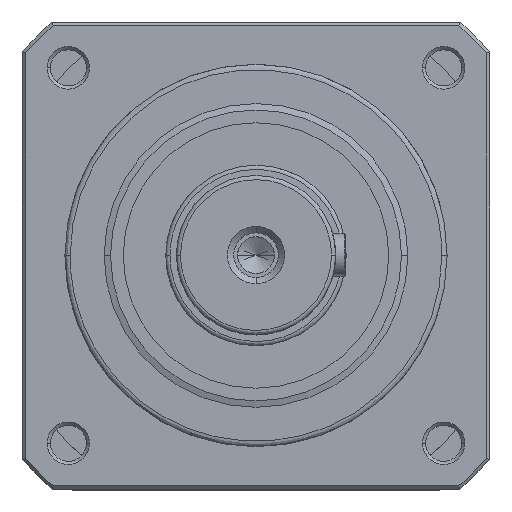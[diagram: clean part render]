
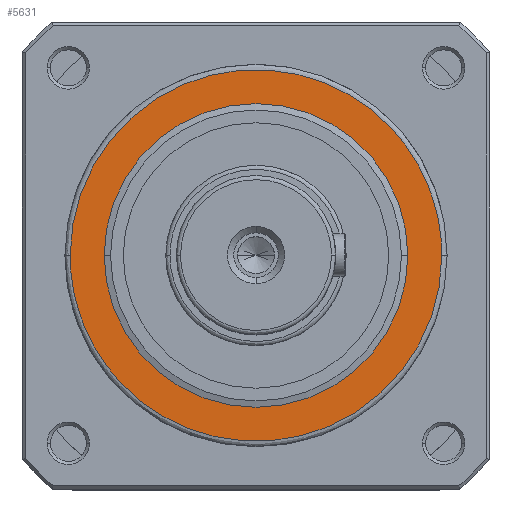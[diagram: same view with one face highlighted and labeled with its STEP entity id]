
A CAD part, top view. The second image highlights one B-rep face of the part: STEP entity #5631.
In plain terms, the highlighted planar face has unit normal (0, 0, 1).
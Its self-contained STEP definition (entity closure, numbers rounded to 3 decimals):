
#611 = AXIS2_PLACEMENT_3D ( 'NONE', #11529, #4978, #12622 ) ;
#667 =( BOUNDED_CURVE ( )  B_SPLINE_CURVE ( 3, ( #12752, #5112, #8409, #1867 ),
 .UNSPECIFIED., .F., .F. ) 
 B_SPLINE_CURVE_WITH_KNOTS ( ( 4, 4 ),
 ( 0., 0.5 ),
 .UNSPECIFIED. ) 
 CURVE ( )  GEOMETRIC_REPRESENTATION_ITEM ( )  RATIONAL_B_SPLINE_CURVE ( ( 1., 0.333, 0.333, 1. ) ) 
 REPRESENTATION_ITEM ( '' )  );
#1199 = CARTESIAN_POINT ( 'NONE',  ( -87.5, 0., 130. ) ) ;
#1729 = CARTESIAN_POINT ( 'NONE',  ( -87.5, 175., 130. ) ) ;
#1867 = CARTESIAN_POINT ( 'NONE',  ( -87.5, 0., 130. ) ) ;
#1900 = AXIS2_PLACEMENT_3D ( 'NONE', #11059, #4507, #12160 ) ;
#2324 = ORIENTED_EDGE ( 'NONE', *, *, #5243, .F. ) ;
#2531 = CARTESIAN_POINT ( 'NONE',  ( -71.5, 0., 130. ) ) ;
#2724 = ORIENTED_EDGE ( 'NONE', *, *, #5330, .T. ) ;
#3601 = DIRECTION ( 'NONE',  ( 0., 0., -1. ) ) ;
#3823 = CARTESIAN_POINT ( 'NONE',  ( 71.5, 0., 130. ) ) ;
#3916 = CARTESIAN_POINT ( 'NONE',  ( 87.5, 175., 130. ) ) ;
#4409 = CIRCLE ( 'NONE', #5666, 71.5 ) ;
#4507 = DIRECTION ( 'NONE',  ( 0., 0., -1. ) ) ;
#4934 = PLANE ( 'NONE',  #611 ) ;
#4978 = DIRECTION ( 'NONE',  ( 0., 0., 1. ) ) ;
#5058 = EDGE_CURVE ( 'NONE', #5660, #13489, #4409, .T. ) ;
#5112 = CARTESIAN_POINT ( 'NONE',  ( 87.5, -175., 130. ) ) ;
#5243 = EDGE_CURVE ( 'NONE', #8130, #9629, #8849, .T. ) ;
#5330 = EDGE_CURVE ( 'NONE', #13489, #5660, #14112, .T. ) ;
#5631 = ADVANCED_FACE ( 'NONE', ( #11562, #14096 ), #4934, .T. ) ;
#5660 = VERTEX_POINT ( 'NONE', #3823 ) ;
#5666 = AXIS2_PLACEMENT_3D ( 'NONE', #10156, #3601, #11259 ) ;
#7053 = EDGE_LOOP ( 'NONE', ( #7264, #2324 ) ) ;
#7264 = ORIENTED_EDGE ( 'NONE', *, *, #8361, .F. ) ;
#8130 = VERTEX_POINT ( 'NONE', #1199 ) ;
#8361 = EDGE_CURVE ( 'NONE', #9629, #8130, #667, .T. ) ;
#8409 = CARTESIAN_POINT ( 'NONE',  ( -87.5, -175., 130. ) ) ;
#8849 =( BOUNDED_CURVE ( )  B_SPLINE_CURVE ( 3, ( #11593, #1729, #3916, #12664 ),
 .UNSPECIFIED., .F., .F. ) 
 B_SPLINE_CURVE_WITH_KNOTS ( ( 4, 4 ),
 ( 0.5, 1. ),
 .UNSPECIFIED. ) 
 CURVE ( )  GEOMETRIC_REPRESENTATION_ITEM ( )  RATIONAL_B_SPLINE_CURVE ( ( 1., 0.333, 0.333, 1. ) ) 
 REPRESENTATION_ITEM ( '' )  );
#9629 = VERTEX_POINT ( 'NONE', #10154 ) ;
#10154 = CARTESIAN_POINT ( 'NONE',  ( 87.5, 0., 130. ) ) ;
#10156 = CARTESIAN_POINT ( 'NONE',  ( 0., 0., 130. ) ) ;
#10262 = EDGE_LOOP ( 'NONE', ( #2724, #13715 ) ) ;
#11059 = CARTESIAN_POINT ( 'NONE',  ( 0., 0., 130. ) ) ;
#11259 = DIRECTION ( 'NONE',  ( -1., 0., 0. ) ) ;
#11529 = CARTESIAN_POINT ( 'NONE',  ( 0., 0., 130. ) ) ;
#11562 = FACE_OUTER_BOUND ( 'NONE', #7053, .T. ) ;
#11593 = CARTESIAN_POINT ( 'NONE',  ( -87.5, 0., 130. ) ) ;
#12160 = DIRECTION ( 'NONE',  ( -1., 0., 0. ) ) ;
#12622 = DIRECTION ( 'NONE',  ( 1., 0., 0. ) ) ;
#12664 = CARTESIAN_POINT ( 'NONE',  ( 87.5, 0., 130. ) ) ;
#12752 = CARTESIAN_POINT ( 'NONE',  ( 87.5, 0., 130. ) ) ;
#13489 = VERTEX_POINT ( 'NONE', #2531 ) ;
#13715 = ORIENTED_EDGE ( 'NONE', *, *, #5058, .T. ) ;
#14096 = FACE_BOUND ( 'NONE', #10262, .T. ) ;
#14112 = CIRCLE ( 'NONE', #1900, 71.5 ) ;
